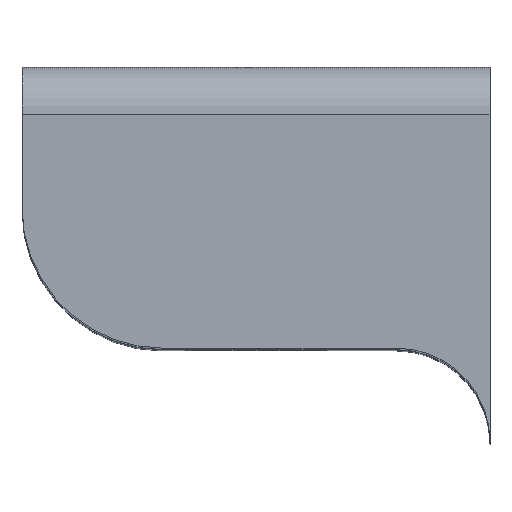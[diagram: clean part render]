
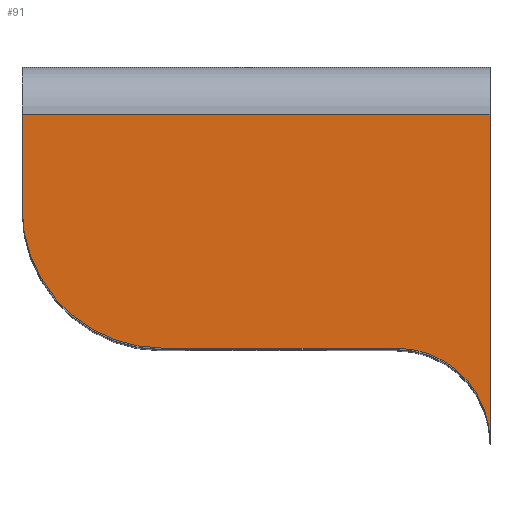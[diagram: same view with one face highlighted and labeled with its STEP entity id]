
A CAD part, top view. The second image highlights one B-rep face of the part: STEP entity #91.
In plain terms, the highlighted planar face has unit normal (0, 0, 1).
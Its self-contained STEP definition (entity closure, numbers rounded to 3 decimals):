
#2 = LINE ( 'NONE', #769, #519 ) ;
#7 = DIRECTION ( 'NONE',  ( 0., 1., 0. ) ) ;
#43 = DIRECTION ( 'NONE',  ( 1., 0., 0. ) ) ;
#45 = CARTESIAN_POINT ( 'NONE',  ( 13., 3.15, 0. ) ) ;
#77 = EDGE_CURVE ( 'NONE', #187, #641, #144, .T. ) ;
#91 = ADVANCED_FACE ( 'NONE', ( #699 ), #119, .T. ) ;
#106 = AXIS2_PLACEMENT_3D ( 'NONE', #45, #756, #559 ) ;
#116 = ORIENTED_EDGE ( 'NONE', *, *, #678, .T. ) ;
#119 = PLANE ( 'NONE',  #442 ) ;
#144 = CIRCLE ( 'NONE', #106, 3. ) ;
#187 = VERTEX_POINT ( 'NONE', #394 ) ;
#218 = DIRECTION ( 'NONE',  ( 1., 0., 0. ) ) ;
#223 = LINE ( 'NONE', #481, #330 ) ;
#239 = CARTESIAN_POINT ( 'NONE',  ( 13., 3.15, 0. ) ) ;
#241 = EDGE_CURVE ( 'NONE', #371, #187, #2, .T. ) ;
#308 = EDGE_CURVE ( 'NONE', #484, #311, #698, .T. ) ;
#311 = VERTEX_POINT ( 'NONE', #377 ) ;
#330 = VECTOR ( 'NONE', #742, 1000. ) ;
#348 = EDGE_LOOP ( 'NONE', ( #613, #583, #639, #563, #789, #116 ) ) ;
#357 = CARTESIAN_POINT ( 'NONE',  ( 18., -1.85, 0. ) ) ;
#371 = VERTEX_POINT ( 'NONE', #447 ) ;
#377 = CARTESIAN_POINT ( 'NONE',  ( 20., 5.15, 0. ) ) ;
#378 = DIRECTION ( 'NONE',  ( 0., 0., 1. ) ) ;
#394 = CARTESIAN_POINT ( 'NONE',  ( 10., 3.15, 0. ) ) ;
#424 = AXIS2_PLACEMENT_3D ( 'NONE', #357, #737, #43 ) ;
#442 = AXIS2_PLACEMENT_3D ( 'NONE', #239, #378, #761 ) ;
#447 = CARTESIAN_POINT ( 'NONE',  ( 10., 5.15, 0. ) ) ;
#481 = CARTESIAN_POINT ( 'NONE',  ( 13., 5.15, 0. ) ) ;
#484 = VERTEX_POINT ( 'NONE', #657 ) ;
#488 = LINE ( 'NONE', #799, #736 ) ;
#498 = VECTOR ( 'NONE', #7, 1000. ) ;
#503 = CARTESIAN_POINT ( 'NONE',  ( 20., -1.85, 0. ) ) ;
#519 = VECTOR ( 'NONE', #764, 1000. ) ;
#558 = EDGE_CURVE ( 'NONE', #641, #763, #488, .T. ) ;
#559 = DIRECTION ( 'NONE',  ( 1., 0., 0. ) ) ;
#563 = ORIENTED_EDGE ( 'NONE', *, *, #77, .T. ) ;
#574 = CIRCLE ( 'NONE', #424, 2. ) ;
#583 = ORIENTED_EDGE ( 'NONE', *, *, #723, .T. ) ;
#613 = ORIENTED_EDGE ( 'NONE', *, *, #308, .T. ) ;
#620 = CARTESIAN_POINT ( 'NONE',  ( 13., 0.15, 0. ) ) ;
#639 = ORIENTED_EDGE ( 'NONE', *, *, #241, .T. ) ;
#641 = VERTEX_POINT ( 'NONE', #620 ) ;
#654 = CARTESIAN_POINT ( 'NONE',  ( 18., 0.15, 0. ) ) ;
#657 = CARTESIAN_POINT ( 'NONE',  ( 20., -1.85, 0. ) ) ;
#678 = EDGE_CURVE ( 'NONE', #763, #484, #574, .T. ) ;
#698 = LINE ( 'NONE', #503, #498 ) ;
#699 = FACE_OUTER_BOUND ( 'NONE', #348, .T. ) ;
#723 = EDGE_CURVE ( 'NONE', #311, #371, #223, .T. ) ;
#736 = VECTOR ( 'NONE', #218, 1000. ) ;
#737 = DIRECTION ( 'NONE',  ( 0., 0., -1. ) ) ;
#742 = DIRECTION ( 'NONE',  ( -1., 0., 0. ) ) ;
#756 = DIRECTION ( 'NONE',  ( 0., 0., 1. ) ) ;
#761 = DIRECTION ( 'NONE',  ( 1., 0., 0. ) ) ;
#763 = VERTEX_POINT ( 'NONE', #654 ) ;
#764 = DIRECTION ( 'NONE',  ( 0., -1., 0. ) ) ;
#769 = CARTESIAN_POINT ( 'NONE',  ( 10., 6.15, 0. ) ) ;
#789 = ORIENTED_EDGE ( 'NONE', *, *, #558, .T. ) ;
#799 = CARTESIAN_POINT ( 'NONE',  ( 13., 0.15, 0. ) ) ;
